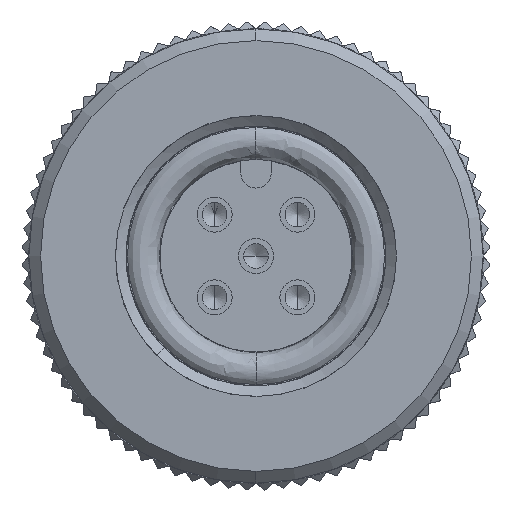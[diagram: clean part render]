
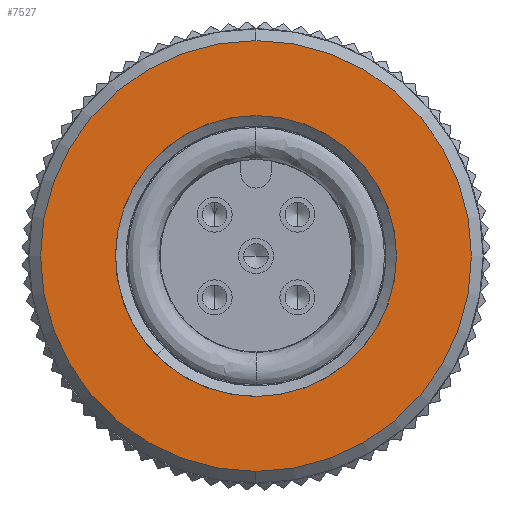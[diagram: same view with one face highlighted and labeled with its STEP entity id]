
A CAD part, left-side view. The second image highlights one B-rep face of the part: STEP entity #7527.
In plain terms, the highlighted planar face has unit normal (-1, 0, 0).
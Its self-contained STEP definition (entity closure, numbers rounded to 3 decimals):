
#23 = CARTESIAN_POINT ( 'NONE',  ( 0., 0., 0. ) ) ;
#2148 = ORIENTED_EDGE ( 'NONE', *, *, #25858, .T. ) ;
#2635 = CARTESIAN_POINT ( 'NONE',  ( 0., 0., -9.2 ) ) ;
#3591 = DIRECTION ( 'NONE',  ( 0., 0., -1. ) ) ;
#7101 = CIRCLE ( 'NONE', #38482, 9.2 ) ;
#7527 = ADVANCED_FACE ( 'NONE', ( #44199, #43010 ), #35720, .F. ) ;
#8244 = DIRECTION ( 'NONE',  ( 1., 0., 0. ) ) ;
#12021 = VERTEX_POINT ( 'NONE', #27201 ) ;
#13122 = CARTESIAN_POINT ( 'NONE',  ( 0., 0., 0. ) ) ;
#16859 = DIRECTION ( 'NONE',  ( 0., 0., -1. ) ) ;
#16946 = AXIS2_PLACEMENT_3D ( 'NONE', #36051, #35629, #35566 ) ;
#19717 = AXIS2_PLACEMENT_3D ( 'NONE', #23, #25741, #3591 ) ;
#20437 = VERTEX_POINT ( 'NONE', #45377 ) ;
#20440 = EDGE_CURVE ( 'NONE', #20437, #12021, #37502, .T. ) ;
#20712 = CIRCLE ( 'NONE', #19717, 9.2 ) ;
#20883 = CARTESIAN_POINT ( 'NONE',  ( 0., 0., 0. ) ) ;
#22014 = ORIENTED_EDGE ( 'NONE', *, *, #20440, .T. ) ;
#22055 = ORIENTED_EDGE ( 'NONE', *, *, #47789, .F. ) ;
#23159 = EDGE_LOOP ( 'NONE', ( #22055, #32342 ) ) ;
#24632 = DIRECTION ( 'NONE',  ( 0., 0., 1. ) ) ;
#25741 = DIRECTION ( 'NONE',  ( 1., 0., 0. ) ) ;
#25858 = EDGE_CURVE ( 'NONE', #12021, #20437, #42450, .T. ) ;
#26422 = VERTEX_POINT ( 'NONE', #2635 ) ;
#27201 = CARTESIAN_POINT ( 'NONE',  ( 0., 0., -6. ) ) ;
#29672 = VERTEX_POINT ( 'NONE', #42770 ) ;
#30601 = CARTESIAN_POINT ( 'NONE',  ( 0., 0., 0. ) ) ;
#30925 = AXIS2_PLACEMENT_3D ( 'NONE', #30601, #8244, #34393 ) ;
#31418 = AXIS2_PLACEMENT_3D ( 'NONE', #20883, #47307, #24632 ) ;
#32342 = ORIENTED_EDGE ( 'NONE', *, *, #44050, .F. ) ;
#34393 = DIRECTION ( 'NONE',  ( 0., 0., 1. ) ) ;
#35566 = DIRECTION ( 'NONE',  ( 0., 0., -1. ) ) ;
#35629 = DIRECTION ( 'NONE',  ( 1., 0., 0. ) ) ;
#35720 = PLANE ( 'NONE',  #16946 ) ;
#36051 = CARTESIAN_POINT ( 'NONE',  ( 0., 6., 0. ) ) ;
#37502 = CIRCLE ( 'NONE', #30925, 6. ) ;
#38482 = AXIS2_PLACEMENT_3D ( 'NONE', #13122, #39467, #16859 ) ;
#39467 = DIRECTION ( 'NONE',  ( 1., 0., 0. ) ) ;
#42450 = CIRCLE ( 'NONE', #31418, 6. ) ;
#42770 = CARTESIAN_POINT ( 'NONE',  ( 0., 0., 9.2 ) ) ;
#43010 = FACE_BOUND ( 'NONE', #43501, .T. ) ;
#43501 = EDGE_LOOP ( 'NONE', ( #22014, #2148 ) ) ;
#44050 = EDGE_CURVE ( 'NONE', #29672, #26422, #20712, .T. ) ;
#44199 = FACE_OUTER_BOUND ( 'NONE', #23159, .T. ) ;
#45377 = CARTESIAN_POINT ( 'NONE',  ( 0., 0., 6. ) ) ;
#47307 = DIRECTION ( 'NONE',  ( 1., 0., 0. ) ) ;
#47789 = EDGE_CURVE ( 'NONE', #26422, #29672, #7101, .T. ) ;
